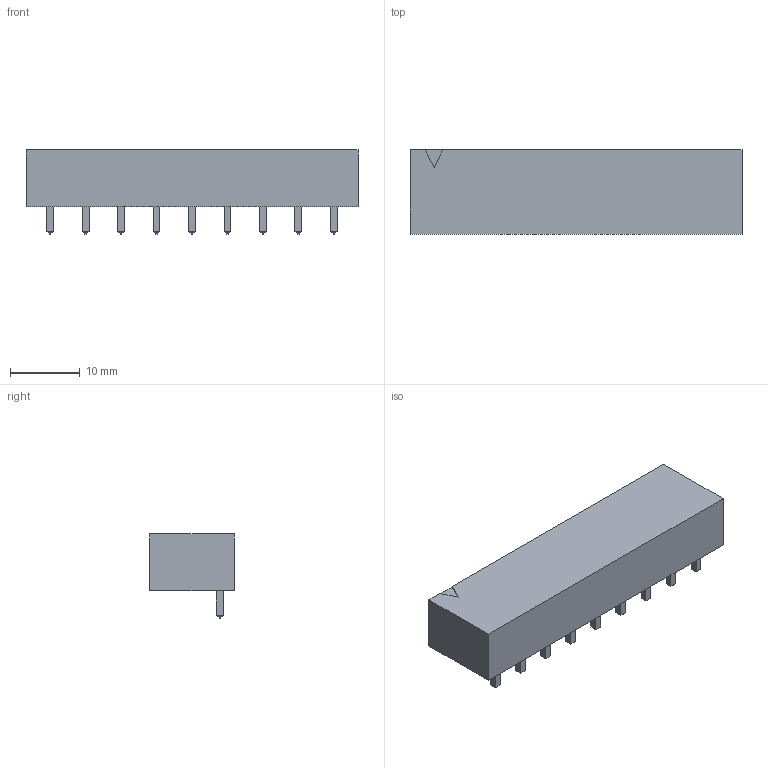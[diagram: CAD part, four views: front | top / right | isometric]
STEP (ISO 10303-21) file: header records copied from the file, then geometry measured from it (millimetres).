
FILE_DESCRIPTION(('FreeCAD Model'),'2;1');
FILE_NAME('2122240.1.1.stp','2020-04-10T22:08:56',( 'Author'),(''),'Open CASCADE STEP processor 6.9','FreeCAD','Unknown' );
FILE_SCHEMA(('AUTOMOTIVE_DESIGN { 1 0 10303 214 1 1 1 1 }'));
Length unit declared in the file: millimetre
Products named in the file (3): ASSEMBLY; Body; LeadsArray
Assembly tree (2 placements, depth 2):
  ASSEMBLY
    Body
    LeadsArray
Bounding box: 47.55 x 12.06 x 12.04 mm (x, y, z)
Volume: 2253 mm3; surface area: 3680.5 mm2
Topology: 10 solids, 10 shells, 176 faces, 393 edges, 238 vertices
Faces by surface type: plane 158, cylinder 18
Entity records: 10002 total; most frequent: CARTESIAN_POINT 1704, DIRECTION 1555, LINE 1107, VECTOR 1107, ORIENTED_EDGE 786, PCURVE 786, DEFINITIONAL_REPRESENTATION 786, EDGE_CURVE 393
